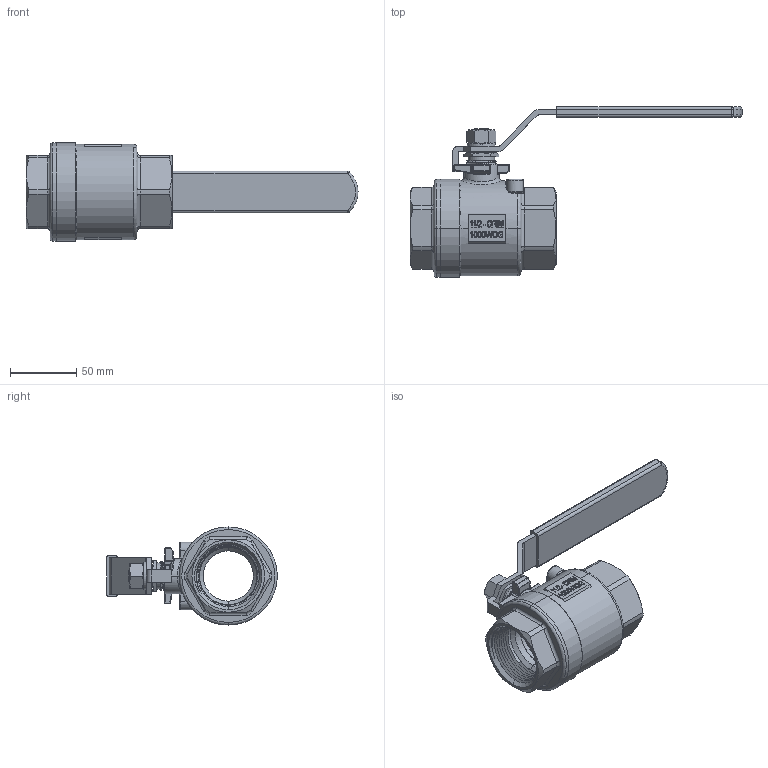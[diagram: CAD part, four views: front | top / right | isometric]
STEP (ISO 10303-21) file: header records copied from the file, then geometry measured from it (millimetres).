
FILE_DESCRIPTION (( 'STEP AP203' ), '1' );
FILE_NAME ('JV-20G-無掛鎖-藍.STEP', '2012-08-01T01:31:32', ( 'TULIPA' ), ( 'TULIPA' ), 'SwSTEP 2.0', 'SolidWorks 2005179', '' );
FILE_SCHEMA (( 'CONFIG_CONTROL_DESIGN' ));
Products named in the file (1): JV-20G-無掛鎖-藍
Bounding box: 251 x 129 x 74.2 mm (x, y, z)
Volume: 277614.6 mm3; surface area: 135273 mm2
Topology: 16 solids, 16 shells, 876 faces, 2161 edges, 1332 vertices
Faces by surface type: cylinder 251, plane 249, bspline 189, cone 97, torus 54, sphere 36
Entity records: 71170 total; most frequent: CARTESIAN_POINT 51997, ORIENTED_EDGE 4268, DIRECTION 3516, EDGE_CURVE 2134, VERTEX_POINT 1331, AXIS2_PLACEMENT_3D 1315, EDGE_LOOP 947, VECTOR 886
